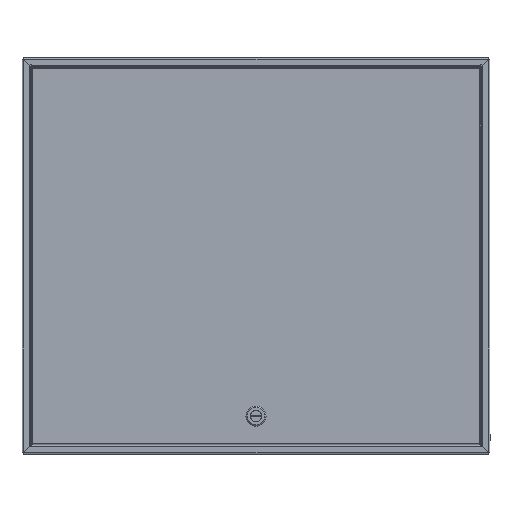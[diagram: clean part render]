
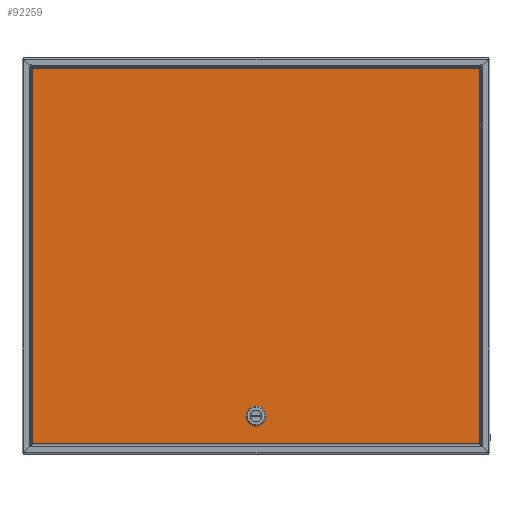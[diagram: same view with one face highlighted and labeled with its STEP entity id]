
A CAD part, top view. The second image highlights one B-rep face of the part: STEP entity #92259.
In plain terms, the highlighted planar face has unit normal (0, 0, 1).
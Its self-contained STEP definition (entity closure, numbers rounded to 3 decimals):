
#210 = ORIENTED_EDGE ( 'NONE', *, *, #56289, .T. ) ;
#236 = VERTEX_POINT ( 'NONE', #55524 ) ;
#1377 = LINE ( 'NONE', #23348, #3548 ) ;
#1430 = EDGE_CURVE ( 'NONE', #76592, #84269, #70619, .T. ) ;
#1536 = EDGE_CURVE ( 'NONE', #51356, #53236, #81459, .T. ) ;
#3548 = VECTOR ( 'NONE', #80854, 1000. ) ;
#3781 = ORIENTED_EDGE ( 'NONE', *, *, #64249, .F. ) ;
#4101 = VERTEX_POINT ( 'NONE', #59911 ) ;
#4144 = LINE ( 'NONE', #33301, #32734 ) ;
#5603 = VECTOR ( 'NONE', #77136, 1000. ) ;
#7310 = CARTESIAN_POINT ( 'NONE',  ( 0., -222.55, 179.071 ) ) ;
#7501 = DIRECTION ( 'NONE',  ( 0., -1., 0. ) ) ;
#8846 = CARTESIAN_POINT ( 'NONE',  ( -310.5, 259.95, 179. ) ) ;
#9762 = CIRCLE ( 'NONE', #26586, 11.25 ) ;
#12902 = CARTESIAN_POINT ( 'NONE',  ( -310.5, -261.05, 179.077 ) ) ;
#13306 = DIRECTION ( 'NONE',  ( 0., 0., 1. ) ) ;
#19767 = VERTEX_POINT ( 'NONE', #84337 ) ;
#21589 = CARTESIAN_POINT ( 'NONE',  ( 0., -222.55, 179.071 ) ) ;
#22156 = FACE_BOUND ( 'NONE', #72179, .T. ) ;
#22598 = CARTESIAN_POINT ( 'NONE',  ( 10.05, -217.494, 179.071 ) ) ;
#23348 = CARTESIAN_POINT ( 'NONE',  ( 310.5, -261.05, 179.077 ) ) ;
#25134 = DIRECTION ( 'NONE',  ( -1., 0., 0. ) ) ;
#26586 = AXIS2_PLACEMENT_3D ( 'NONE', #78932, #13306, #92348 ) ;
#27827 = CARTESIAN_POINT ( 'NONE',  ( 5.056, -212.5, 179.07 ) ) ;
#28794 = DIRECTION ( 'NONE',  ( 0., 0., 1. ) ) ;
#29125 = ORIENTED_EDGE ( 'NONE', *, *, #1536, .F. ) ;
#29289 = DIRECTION ( 'NONE',  ( 0., 0., 1. ) ) ;
#29304 = AXIS2_PLACEMENT_3D ( 'NONE', #21589, #28794, #73338 ) ;
#31066 = ORIENTED_EDGE ( 'NONE', *, *, #70060, .F. ) ;
#32734 = VECTOR ( 'NONE', #65844, 1000. ) ;
#32888 = VERTEX_POINT ( 'NONE', #49861 ) ;
#33301 = CARTESIAN_POINT ( 'NONE',  ( 310.5, 259.95, 179. ) ) ;
#33346 = CARTESIAN_POINT ( 'NONE',  ( 0., -0.55, 179.039 ) ) ;
#34212 = VERTEX_POINT ( 'NONE', #27827 ) ;
#34245 = VECTOR ( 'NONE', #54714, 1000. ) ;
#35044 = ORIENTED_EDGE ( 'NONE', *, *, #45137, .F. ) ;
#35556 = EDGE_CURVE ( 'NONE', #32888, #91979, #50237, .T. ) ;
#35878 = ORIENTED_EDGE ( 'NONE', *, *, #36031, .F. ) ;
#36031 = EDGE_CURVE ( 'NONE', #34212, #70414, #67367, .T. ) ;
#36504 = EDGE_CURVE ( 'NONE', #4101, #32888, #67719, .T. ) ;
#40420 = VERTEX_POINT ( 'NONE', #71926 ) ;
#40551 = DIRECTION ( 'NONE',  ( 0., 0., 1. ) ) ;
#40993 = ORIENTED_EDGE ( 'NONE', *, *, #35556, .T. ) ;
#41345 = DIRECTION ( 'NONE',  ( 0., 0., 1. ) ) ;
#43238 = ORIENTED_EDGE ( 'NONE', *, *, #36504, .T. ) ;
#45137 = EDGE_CURVE ( 'NONE', #53236, #34212, #64752, .T. ) ;
#46384 = EDGE_CURVE ( 'NONE', #40420, #4101, #4144, .T. ) ;
#46725 = CARTESIAN_POINT ( 'NONE',  ( 10.05, -227.606, 179.072 ) ) ;
#49861 = CARTESIAN_POINT ( 'NONE',  ( -310.5, -261.05, 179.077 ) ) ;
#50237 = LINE ( 'NONE', #12902, #34245 ) ;
#51356 = VERTEX_POINT ( 'NONE', #46725 ) ;
#51384 = FACE_OUTER_BOUND ( 'NONE', #80668, .T. ) ;
#52111 = ORIENTED_EDGE ( 'NONE', *, *, #88958, .F. ) ;
#53236 = VERTEX_POINT ( 'NONE', #22598 ) ;
#54714 = DIRECTION ( 'NONE',  ( 1., 0., 0. ) ) ;
#55524 = CARTESIAN_POINT ( 'NONE',  ( 5.056, -232.6, 179.073 ) ) ;
#55645 = VECTOR ( 'NONE', #25134, 1000. ) ;
#56289 = EDGE_CURVE ( 'NONE', #91979, #40420, #1377, .T. ) ;
#56292 = CARTESIAN_POINT ( 'NONE',  ( -5.056, -212.5, 179.07 ) ) ;
#56994 = VECTOR ( 'NONE', #69103, 1000. ) ;
#58222 = LINE ( 'NONE', #73090, #87081 ) ;
#59077 = ORIENTED_EDGE ( 'NONE', *, *, #84838, .F. ) ;
#59911 = CARTESIAN_POINT ( 'NONE',  ( -310.5, 259.95, 179. ) ) ;
#60404 = CARTESIAN_POINT ( 'NONE',  ( 10.05, -0.55, 179.039 ) ) ;
#61229 = CIRCLE ( 'NONE', #82691, 11.25 ) ;
#64249 = EDGE_CURVE ( 'NONE', #84269, #236, #75745, .T. ) ;
#64701 = CARTESIAN_POINT ( 'NONE',  ( -5.056, -232.6, 179.073 ) ) ;
#64752 = CIRCLE ( 'NONE', #75433, 11.25 ) ;
#65844 = DIRECTION ( 'NONE',  ( -1., 0., 0. ) ) ;
#67367 = LINE ( 'NONE', #90785, #55645 ) ;
#67719 = LINE ( 'NONE', #8846, #56994 ) ;
#69103 = DIRECTION ( 'NONE',  ( 0., -1., 0. ) ) ;
#69777 = DIRECTION ( 'NONE',  ( 1., 0., 0. ) ) ;
#70060 = EDGE_CURVE ( 'NONE', #236, #51356, #9762, .T. ) ;
#70414 = VERTEX_POINT ( 'NONE', #56292 ) ;
#70578 = CARTESIAN_POINT ( 'NONE',  ( 0., -222.55, 179.071 ) ) ;
#70619 = CIRCLE ( 'NONE', #29304, 11.25 ) ;
#71926 = CARTESIAN_POINT ( 'NONE',  ( 310.5, 259.95, 179. ) ) ;
#72179 = EDGE_LOOP ( 'NONE', ( #35044, #29125, #31066, #3781, #75085, #59077, #52111, #35878 ) ) ;
#73090 = CARTESIAN_POINT ( 'NONE',  ( -10.05, -0.55, 179.039 ) ) ;
#73338 = DIRECTION ( 'NONE',  ( 1., 0., 0. ) ) ;
#73703 = VECTOR ( 'NONE', #82868, 1000. ) ;
#75085 = ORIENTED_EDGE ( 'NONE', *, *, #1430, .F. ) ;
#75433 = AXIS2_PLACEMENT_3D ( 'NONE', #70578, #41345, #92119 ) ;
#75745 = LINE ( 'NONE', #76649, #5603 ) ;
#76592 = VERTEX_POINT ( 'NONE', #94440 ) ;
#76649 = CARTESIAN_POINT ( 'NONE',  ( 0., -232.6, 179.073 ) ) ;
#77136 = DIRECTION ( 'NONE',  ( 1., 0., 0. ) ) ;
#78339 = AXIS2_PLACEMENT_3D ( 'NONE', #33346, #40551, #69777 ) ;
#78932 = CARTESIAN_POINT ( 'NONE',  ( 0., -222.55, 179.071 ) ) ;
#80606 = PLANE ( 'NONE',  #78339 ) ;
#80668 = EDGE_LOOP ( 'NONE', ( #89385, #43238, #40993, #210 ) ) ;
#80854 = DIRECTION ( 'NONE',  ( 0., 1., 0. ) ) ;
#81459 = LINE ( 'NONE', #60404, #73703 ) ;
#82259 = CARTESIAN_POINT ( 'NONE',  ( 310.5, -261.05, 179.077 ) ) ;
#82691 = AXIS2_PLACEMENT_3D ( 'NONE', #7310, #29289, #85349 ) ;
#82868 = DIRECTION ( 'NONE',  ( 0., 1., 0. ) ) ;
#84269 = VERTEX_POINT ( 'NONE', #64701 ) ;
#84337 = CARTESIAN_POINT ( 'NONE',  ( -10.05, -217.494, 179.071 ) ) ;
#84838 = EDGE_CURVE ( 'NONE', #19767, #76592, #58222, .T. ) ;
#85349 = DIRECTION ( 'NONE',  ( 1., 0., 0. ) ) ;
#87081 = VECTOR ( 'NONE', #7501, 1000. ) ;
#88958 = EDGE_CURVE ( 'NONE', #70414, #19767, #61229, .T. ) ;
#89385 = ORIENTED_EDGE ( 'NONE', *, *, #46384, .T. ) ;
#90785 = CARTESIAN_POINT ( 'NONE',  ( 0., -212.5, 179.07 ) ) ;
#91979 = VERTEX_POINT ( 'NONE', #82259 ) ;
#92119 = DIRECTION ( 'NONE',  ( 1., 0., 0. ) ) ;
#92259 = ADVANCED_FACE ( 'NONE', ( #22156, #51384 ), #80606, .T. ) ;
#92348 = DIRECTION ( 'NONE',  ( 1., 0., 0. ) ) ;
#94440 = CARTESIAN_POINT ( 'NONE',  ( -10.05, -227.606, 179.072 ) ) ;
